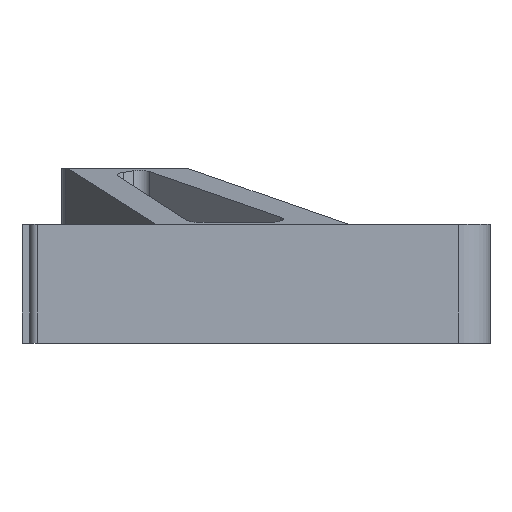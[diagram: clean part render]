
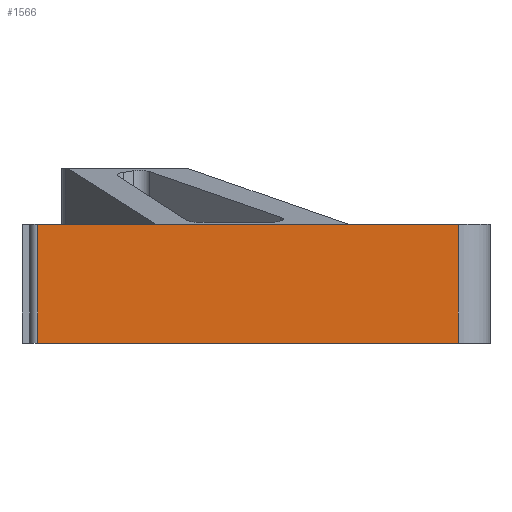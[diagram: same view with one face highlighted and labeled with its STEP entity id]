
A CAD part, left-side view. The second image highlights one B-rep face of the part: STEP entity #1566.
In plain terms, the highlighted planar face has unit normal (-1, 0, 0).
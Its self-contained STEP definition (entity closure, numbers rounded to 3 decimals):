
#119 = CARTESIAN_POINT ( 'NONE',  ( 0., -54., 15. ) ) ;
#136 = CARTESIAN_POINT ( 'NONE',  ( 0., 0., 0. ) ) ;
#221 = EDGE_CURVE ( 'NONE', #1711, #609, #1876, .T. ) ;
#317 = LINE ( 'NONE', #136, #2739 ) ;
#376 = DIRECTION ( 'NONE',  ( -1., 0., 0. ) ) ;
#591 = CARTESIAN_POINT ( 'NONE',  ( 0., 0., 15. ) ) ;
#609 = VERTEX_POINT ( 'NONE', #119 ) ;
#623 = CARTESIAN_POINT ( 'NONE',  ( 0., -1., 15. ) ) ;
#652 = VECTOR ( 'NONE', #2526, 1000. ) ;
#681 = ORIENTED_EDGE ( 'NONE', *, *, #221, .T. ) ;
#801 = CARTESIAN_POINT ( 'NONE',  ( 0., -54., 15. ) ) ;
#939 = CARTESIAN_POINT ( 'NONE',  ( 0., 0., 15. ) ) ;
#1058 = CARTESIAN_POINT ( 'NONE',  ( 0., -1., 15. ) ) ;
#1357 = EDGE_CURVE ( 'NONE', #609, #1619, #2647, .T. ) ;
#1420 = FACE_OUTER_BOUND ( 'NONE', #2410, .T. ) ;
#1556 = AXIS2_PLACEMENT_3D ( 'NONE', #591, #376, #2104 ) ;
#1566 = ADVANCED_FACE ( 'NONE', ( #1420 ), #2312, .T. ) ;
#1619 = VERTEX_POINT ( 'NONE', #623 ) ;
#1673 = ORIENTED_EDGE ( 'NONE', *, *, #1357, .T. ) ;
#1711 = VERTEX_POINT ( 'NONE', #2631 ) ;
#1853 = DIRECTION ( 'NONE',  ( 0., 1., 0. ) ) ;
#1876 = LINE ( 'NONE', #801, #652 ) ;
#1878 = ORIENTED_EDGE ( 'NONE', *, *, #1926, .F. ) ;
#1914 = VECTOR ( 'NONE', #2455, 1000. ) ;
#1926 = EDGE_CURVE ( 'NONE', #1711, #2672, #317, .T. ) ;
#1968 = VECTOR ( 'NONE', #2742, 1000. ) ;
#1981 = ORIENTED_EDGE ( 'NONE', *, *, #2345, .T. ) ;
#2085 = LINE ( 'NONE', #1058, #1968 ) ;
#2104 = DIRECTION ( 'NONE',  ( 0., 0., 1. ) ) ;
#2252 = CARTESIAN_POINT ( 'NONE',  ( 0., -1., 0. ) ) ;
#2312 = PLANE ( 'NONE',  #1556 ) ;
#2345 = EDGE_CURVE ( 'NONE', #1619, #2672, #2085, .T. ) ;
#2410 = EDGE_LOOP ( 'NONE', ( #1673, #1981, #1878, #681 ) ) ;
#2455 = DIRECTION ( 'NONE',  ( 0., 1., 0. ) ) ;
#2526 = DIRECTION ( 'NONE',  ( 0., 0., 1. ) ) ;
#2631 = CARTESIAN_POINT ( 'NONE',  ( 0., -54., 0. ) ) ;
#2647 = LINE ( 'NONE', #939, #1914 ) ;
#2672 = VERTEX_POINT ( 'NONE', #2252 ) ;
#2739 = VECTOR ( 'NONE', #1853, 1000. ) ;
#2742 = DIRECTION ( 'NONE',  ( 0., 0., -1. ) ) ;
